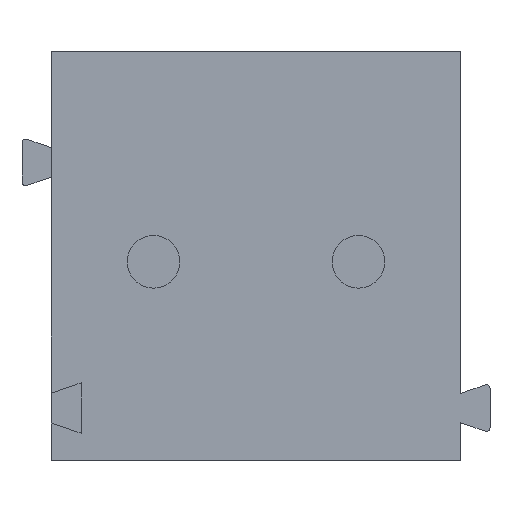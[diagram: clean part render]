
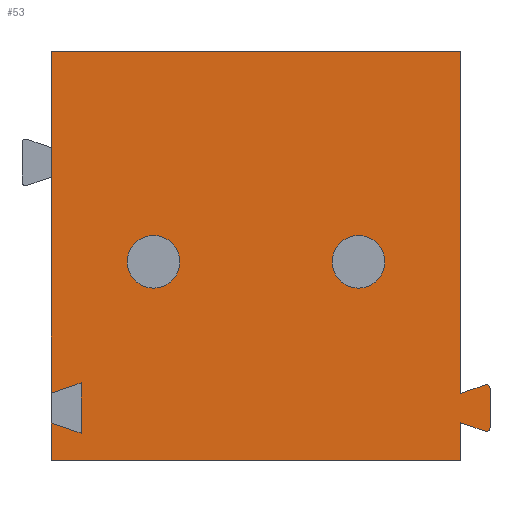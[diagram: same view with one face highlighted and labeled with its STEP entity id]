
A CAD part, front view. The second image highlights one B-rep face of the part: STEP entity #53.
In plain terms, the highlighted planar face has unit normal (0, -1, 0).
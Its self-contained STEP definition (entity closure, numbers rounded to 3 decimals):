
#53=ADVANCED_FACE('',(#194,#195,#196),#197,.T.);
#194=FACE_OUTER_BOUND('',#470,.T.);
#195=FACE_BOUND('',#471,.T.);
#196=FACE_BOUND('',#472,.T.);
#197=PLANE('',#473);
#470=EDGE_LOOP('',(#910,#911,#912,#913,#914,#915,#916,#917,#918,#919,#920,#921,#922,#923));
#471=EDGE_LOOP('',(#924,#925));
#472=EDGE_LOOP('',(#926,#927));
#473=AXIS2_PLACEMENT_3D('',#928,#929,#930);
#910=ORIENTED_EDGE('',*,*,#1981,.T.);
#911=ORIENTED_EDGE('',*,*,#1982,.T.);
#912=ORIENTED_EDGE('',*,*,#1973,.T.);
#913=ORIENTED_EDGE('',*,*,#1983,.T.);
#914=ORIENTED_EDGE('',*,*,#1984,.F.);
#915=ORIENTED_EDGE('',*,*,#1985,.F.);
#916=ORIENTED_EDGE('',*,*,#1986,.F.);
#917=ORIENTED_EDGE('',*,*,#1987,.F.);
#918=ORIENTED_EDGE('',*,*,#1988,.F.);
#919=ORIENTED_EDGE('',*,*,#1989,.F.);
#920=ORIENTED_EDGE('',*,*,#1990,.F.);
#921=ORIENTED_EDGE('',*,*,#1991,.F.);
#922=ORIENTED_EDGE('',*,*,#1964,.T.);
#923=ORIENTED_EDGE('',*,*,#1980,.T.);
#924=ORIENTED_EDGE('',*,*,#1992,.F.);
#925=ORIENTED_EDGE('',*,*,#1993,.F.);
#926=ORIENTED_EDGE('',*,*,#1994,.F.);
#927=ORIENTED_EDGE('',*,*,#1995,.F.);
#928=CARTESIAN_POINT('',(-3.5,-2.0,0.0));
#929=DIRECTION('',(0.0,-1.0,0.0));
#930=DIRECTION('',(0.0,0.0,-1.0));
#1964=EDGE_CURVE('',#2345,#2342,#2346,.T.);
#1973=EDGE_CURVE('',#2363,#2361,#2364,.T.);
#1980=EDGE_CURVE('',#2342,#2373,#2375,.T.);
#1981=EDGE_CURVE('',#2373,#2376,#2377,.T.);
#1982=EDGE_CURVE('',#2376,#2363,#2378,.T.);
#1983=EDGE_CURVE('',#2361,#2379,#2380,.T.);
#1984=EDGE_CURVE('',#2381,#2379,#2382,.T.);
#1985=EDGE_CURVE('',#2383,#2381,#2384,.T.);
#1986=EDGE_CURVE('',#2385,#2383,#2386,.T.);
#1987=EDGE_CURVE('',#2387,#2385,#2388,.T.);
#1988=EDGE_CURVE('',#2389,#2387,#2390,.T.);
#1989=EDGE_CURVE('',#2391,#2389,#2392,.T.);
#1990=EDGE_CURVE('',#2393,#2391,#2394,.T.);
#1991=EDGE_CURVE('',#2345,#2393,#2395,.T.);
#1992=EDGE_CURVE('',#2396,#2397,#2398,.T.);
#1993=EDGE_CURVE('',#2397,#2396,#2399,.T.);
#1994=EDGE_CURVE('',#2400,#2401,#2402,.T.);
#1995=EDGE_CURVE('',#2401,#2400,#2403,.T.);
#2342=VERTEX_POINT('',#2941);
#2345=VERTEX_POINT('',#2945);
#2346=LINE('',#2946,#2947);
#2361=VERTEX_POINT('',#2969);
#2363=VERTEX_POINT('',#2972);
#2364=LINE('',#2973,#2974);
#2373=VERTEX_POINT('',#2988);
#2375=LINE('',#2991,#2992);
#2376=VERTEX_POINT('',#2993);
#2377=LINE('',#2994,#2995);
#2378=LINE('',#2996,#2997);
#2379=VERTEX_POINT('',#2998);
#2380=LINE('',#2999,#3000);
#2381=VERTEX_POINT('',#3001);
#2382=LINE('',#3002,#3003);
#2383=VERTEX_POINT('',#3004);
#2384=LINE('',#3005,#3006);
#2385=VERTEX_POINT('',#3007);
#2386=CIRCLE('',#3008,0.063);
#2387=VERTEX_POINT('',#3009);
#2388=LINE('',#3010,#3011);
#2389=VERTEX_POINT('',#3012);
#2390=CIRCLE('',#3013,0.063);
#2391=VERTEX_POINT('',#3014);
#2392=LINE('',#3015,#3016);
#2393=VERTEX_POINT('',#3017);
#2394=LINE('',#3018,#3019);
#2395=LINE('',#3020,#3021);
#2396=VERTEX_POINT('',#3022);
#2397=VERTEX_POINT('',#3023);
#2398=CIRCLE('',#3024,0.45);
#2399=CIRCLE('',#3025,0.45);
#2400=VERTEX_POINT('',#3026);
#2401=VERTEX_POINT('',#3027);
#2402=CIRCLE('',#3028,0.45);
#2403=CIRCLE('',#3029,0.45);
#2941=CARTESIAN_POINT('',(-3.5,-2.0,-5.844));
#2945=CARTESIAN_POINT('',(-3.5,-2.0,0.0));
#2946=CARTESIAN_POINT('',(-3.5,-2.0,0.0));
#2947=VECTOR('',#3824,5.844);
#2969=CARTESIAN_POINT('',(-3.5,-2.0,-7.0));
#2972=CARTESIAN_POINT('',(-3.5,-2.0,-6.354));
#2973=CARTESIAN_POINT('',(-3.5,-2.0,-6.354));
#2974=VECTOR('',#3833,0.646);
#2988=CARTESIAN_POINT('',(-2.99,-2.0,-5.669));
#2991=CARTESIAN_POINT('',(-3.5,-2.0,-5.844));
#2992=VECTOR('',#3840,0.539);
#2993=CARTESIAN_POINT('',(-2.99,-2.0,-6.529));
#2994=CARTESIAN_POINT('',(-2.99,-2.0,-5.669));
#2995=VECTOR('',#3841,0.86);
#2996=CARTESIAN_POINT('',(-2.99,-2.0,-6.529));
#2997=VECTOR('',#3842,0.539);
#2998=CARTESIAN_POINT('',(3.5,-2.0,-7.0));
#2999=CARTESIAN_POINT('',(-3.5,-2.0,-7.0));
#3000=VECTOR('',#3843,7.0);
#3001=CARTESIAN_POINT('',(3.5,-2.0,-6.349));
#3002=CARTESIAN_POINT('',(3.5,-2.0,-6.349));
#3003=VECTOR('',#3844,0.651);
#3004=CARTESIAN_POINT('',(3.917,-2.0,-6.495));
#3005=CARTESIAN_POINT('',(3.917,-2.0,-6.495));
#3006=VECTOR('',#3845,0.442);
#3007=CARTESIAN_POINT('',(4.0,-2.0,-6.436));
#3008=AXIS2_PLACEMENT_3D('',#3846,#3847,#3848);
#3009=CARTESIAN_POINT('',(4.0,-2.0,-5.763));
#3010=CARTESIAN_POINT('',(4.0,-2.0,-5.763));
#3011=VECTOR('',#3849,0.674);
#3012=CARTESIAN_POINT('',(3.917,-2.0,-5.704));
#3013=AXIS2_PLACEMENT_3D('',#3850,#3851,#3852);
#3014=CARTESIAN_POINT('',(3.5,-2.0,-5.849));
#3015=CARTESIAN_POINT('',(3.5,-2.0,-5.849));
#3016=VECTOR('',#3853,0.442);
#3017=CARTESIAN_POINT('',(3.5,-2.0,0.0));
#3018=CARTESIAN_POINT('',(3.5,-2.0,0.0));
#3019=VECTOR('',#3854,5.849);
#3020=CARTESIAN_POINT('',(-3.5,-2.0,0.0));
#3021=VECTOR('',#3855,7.0);
#3022=CARTESIAN_POINT('',(-2.2,-2.0,-3.6));
#3023=CARTESIAN_POINT('',(-1.3,-2.0,-3.6));
#3024=AXIS2_PLACEMENT_3D('',#3856,#3857,#3858);
#3025=AXIS2_PLACEMENT_3D('',#3859,#3860,#3861);
#3026=CARTESIAN_POINT('',(1.3,-2.0,-3.6));
#3027=CARTESIAN_POINT('',(2.2,-2.0,-3.6));
#3028=AXIS2_PLACEMENT_3D('',#3862,#3863,#3864);
#3029=AXIS2_PLACEMENT_3D('',#3865,#3866,#3867);
#3824=DIRECTION('',(0.0,0.0,-1.0));
#3833=DIRECTION('',(0.0,0.0,-1.0));
#3840=DIRECTION('',(0.946,0.0,0.325));
#3841=DIRECTION('',(0.0,0.0,-1.0));
#3842=DIRECTION('',(-0.946,0.0,0.325));
#3843=DIRECTION('',(1.0,0.0,0.0));
#3844=DIRECTION('',(0.0,0.0,-1.0));
#3845=DIRECTION('',(-0.944,0.0,0.33));
#3846=CARTESIAN_POINT('',(3.938,-2.0,-6.436));
#3847=DIRECTION('',(-0.0,1.0,0.0));
#3848=DIRECTION('',(1.0,0.0,0.0));
#3849=DIRECTION('',(0.0,0.0,-1.0));
#3850=CARTESIAN_POINT('',(3.938,-2.0,-5.763));
#3851=DIRECTION('',(0.0,1.0,0.0));
#3852=DIRECTION('',(-0.33,0.0,0.944));
#3853=DIRECTION('',(0.944,0.0,0.33));
#3854=DIRECTION('',(0.0,0.0,-1.0));
#3855=DIRECTION('',(1.0,0.0,0.0));
#3856=CARTESIAN_POINT('',(-1.75,-2.0,-3.6));
#3857=DIRECTION('',(0.0,-1.0,0.0));
#3858=DIRECTION('',(-1.0,0.0,0.0));
#3859=CARTESIAN_POINT('',(-1.75,-2.0,-3.6));
#3860=DIRECTION('',(0.0,-1.0,0.0));
#3861=DIRECTION('',(1.0,0.0,0.0));
#3862=CARTESIAN_POINT('',(1.75,-2.0,-3.6));
#3863=DIRECTION('',(0.0,-1.0,0.0));
#3864=DIRECTION('',(-1.0,0.0,0.0));
#3865=CARTESIAN_POINT('',(1.75,-2.0,-3.6));
#3866=DIRECTION('',(0.0,-1.0,0.0));
#3867=DIRECTION('',(1.0,0.0,0.0));
